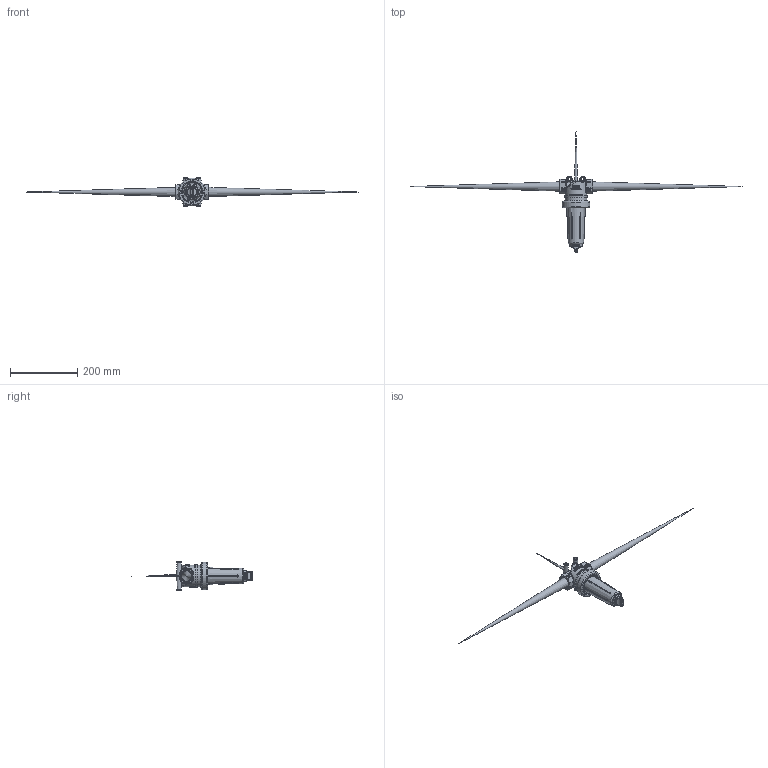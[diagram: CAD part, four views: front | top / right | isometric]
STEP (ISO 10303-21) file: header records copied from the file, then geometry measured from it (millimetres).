
FILE_DESCRIPTION(/* description */ ('1" POLY T-STRAINER, 50 MESH'),/* implementation_level */ '2;1');
FILE_NAME(/* name */ 'LST100-50.stp',/* time_stamp */ '2018-10-03T08:34:55-04:00',/* author */ ('CKA'),/* organization */ (''),/* preprocessor_version */ 'ST-DEVELOPER v17',/* originating_system */ 'Autodesk Inventor 2018',/* authorisation */ '');
FILE_SCHEMA (('AUTOMOTIVE_DESIGN { 1 0 10303 214 3 1 1 }'));
Products named in the file (10): LST100-50; CE050D; LST100-B; LST100-XB; 12777; UV15163; LST100-G; LST100-H; LST150; LST1300D
Assembly tree (9 placements, depth 3):
  LST100-50
    CE050D
    LST100-B
      LST100-XB
      12777
      UV15163
    LST100-G
    LST100-H
    LST150
    LST1300D
Bounding box: 987.71 x 361.94 x 84.14 mm (x, y, z)
Volume: 313434.7 mm3; surface area: 310000.1 mm2
Topology: 9 solids, 9 shells, 2843 faces, 7622 edges, 4997 vertices
Faces by surface type: plane 1572, bspline 904, cylinder 255, cone 58, torus 41, sphere 13
Full cylindrical faces by diameter (mm): 12.7 x2, 19.05 x2, 24.892 x1, 25.527 x1, 28.702 x2, 31.75 x1, 34.671 x1, 34.798 x2, 35.052 x2, 37.846 x1, 51.054 x1, 53.34 x1, 53.848 x1, 55.744 x2, 59.436 x2, 60.847 x3, 63.5 x3, 64.135 x4, 64.77 x2, 82.55 x1
Entity records: 147381 total; most frequent: CARTESIAN_POINT 80769, ORIENTED_EDGE 15190, DIRECTION 10441, EDGE_CURVE 7595, VERTEX_POINT 4989, LINE 4585, VECTOR 4585, EDGE_LOOP 3080
